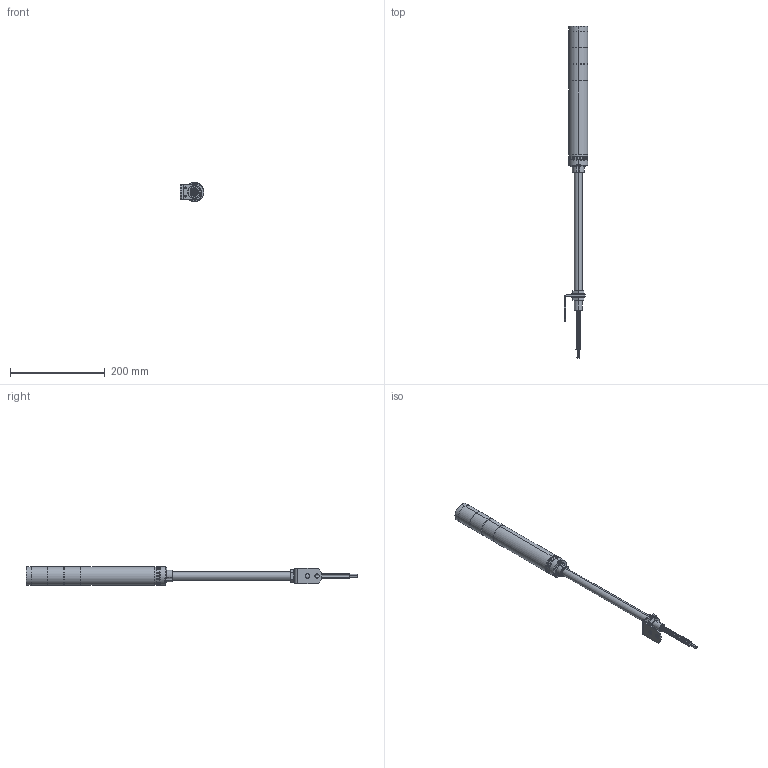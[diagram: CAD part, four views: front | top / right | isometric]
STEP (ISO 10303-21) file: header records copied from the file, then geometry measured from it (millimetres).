
FILE_DESCRIPTION (( 'STEP AP214' ), '1' );
FILE_NAME ('LCE-3M2FB-RYG.step', '2016-10-25T14:43:32', ( '' ), ( '' ), 'SwSTEP 2.0', 'SolidWorks 2016', '' );
FILE_SCHEMA (( 'AUTOMOTIVE_DESIGN' ));
Length unit declared in the file: millimetre
Products named in the file (1): LCE-3M2FB-RYG
Bounding box: 50 x 701 x 40 mm (x, y, z)
Volume: 432517.8 mm3; surface area: 141262.2 mm2
Topology: 38 solids, 38 shells, 397 faces, 918 edges, 597 vertices
Faces by surface type: plane 251, cylinder 126, cone 8, torus 6, bspline 6
Entity records: 12039 total; most frequent: CARTESIAN_POINT 2139, DIRECTION 2012, ORIENTED_EDGE 1824, EDGE_CURVE 912, AXIS2_PLACEMENT_3D 732, VERTEX_POINT 597, VECTOR 548, LINE 548
